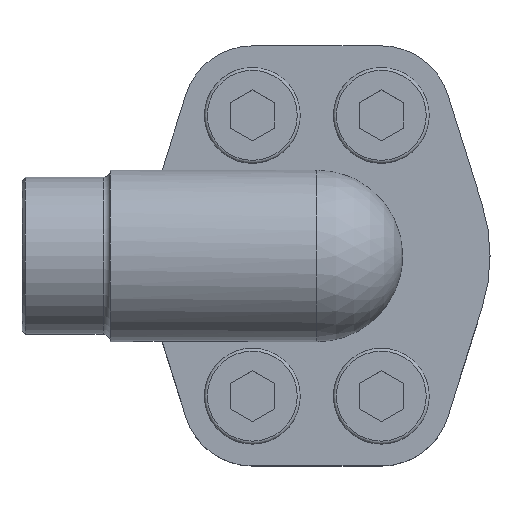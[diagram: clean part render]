
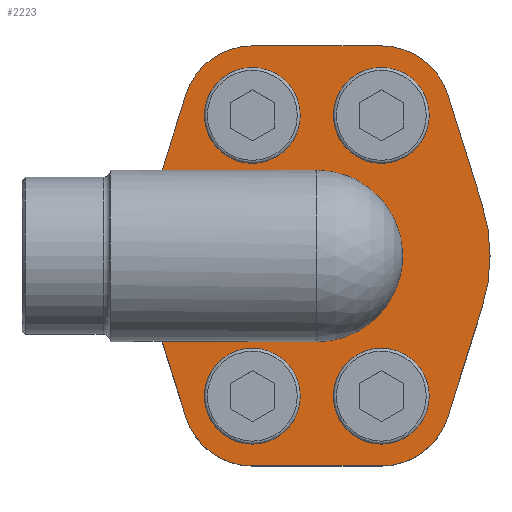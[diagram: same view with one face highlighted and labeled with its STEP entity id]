
A CAD part, top view. The second image highlights one B-rep face of the part: STEP entity #2223.
In plain terms, the highlighted planar face has unit normal (0, 0, 1).
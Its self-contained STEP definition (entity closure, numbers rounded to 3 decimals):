
#48=LINE('',#3078,#146);
#49=LINE('',#3080,#147);
#50=LINE('',#3084,#148);
#51=LINE('',#3088,#149);
#52=LINE('',#3092,#150);
#53=LINE('',#3096,#151);
#54=LINE('',#3100,#152);
#55=LINE('',#3102,#153);
#146=VECTOR('',#2586,1000.);
#147=VECTOR('',#2587,1000.);
#148=VECTOR('',#2590,1000.);
#149=VECTOR('',#2593,1000.);
#150=VECTOR('',#2596,1000.);
#151=VECTOR('',#2599,1000.);
#152=VECTOR('',#2602,1000.);
#153=VECTOR('',#2603,1000.);
#240=PLANE('',#2355);
#324=ORIENTED_EDGE('',*,*,#683,.F.);
#325=ORIENTED_EDGE('',*,*,#684,.F.);
#326=ORIENTED_EDGE('',*,*,#685,.F.);
#327=ORIENTED_EDGE('',*,*,#686,.F.);
#328=ORIENTED_EDGE('',*,*,#687,.F.);
#329=ORIENTED_EDGE('',*,*,#688,.T.);
#330=ORIENTED_EDGE('',*,*,#689,.T.);
#331=ORIENTED_EDGE('',*,*,#690,.T.);
#332=ORIENTED_EDGE('',*,*,#691,.T.);
#333=ORIENTED_EDGE('',*,*,#692,.T.);
#334=ORIENTED_EDGE('',*,*,#693,.T.);
#335=ORIENTED_EDGE('',*,*,#694,.T.);
#336=ORIENTED_EDGE('',*,*,#695,.T.);
#337=ORIENTED_EDGE('',*,*,#696,.T.);
#338=ORIENTED_EDGE('',*,*,#697,.T.);
#339=ORIENTED_EDGE('',*,*,#698,.T.);
#340=ORIENTED_EDGE('',*,*,#699,.T.);
#341=ORIENTED_EDGE('',*,*,#700,.T.);
#683=EDGE_CURVE('',#864,#864,#999,.T.);
#684=EDGE_CURVE('',#865,#865,#1000,.T.);
#685=EDGE_CURVE('',#866,#866,#1001,.T.);
#686=EDGE_CURVE('',#867,#867,#1002,.T.);
#687=EDGE_CURVE('',#868,#869,#1003,.T.);
#688=EDGE_CURVE('',#868,#870,#48,.F.);
#689=EDGE_CURVE('',#870,#871,#49,.T.);
#690=EDGE_CURVE('',#871,#872,#1004,.T.);
#691=EDGE_CURVE('',#872,#873,#50,.T.);
#692=EDGE_CURVE('',#873,#874,#1005,.T.);
#693=EDGE_CURVE('',#874,#875,#51,.T.);
#694=EDGE_CURVE('',#875,#876,#1006,.T.);
#695=EDGE_CURVE('',#876,#877,#52,.T.);
#696=EDGE_CURVE('',#877,#878,#1007,.T.);
#697=EDGE_CURVE('',#878,#879,#53,.T.);
#698=EDGE_CURVE('',#879,#880,#1008,.T.);
#699=EDGE_CURVE('',#880,#881,#54,.T.);
#700=EDGE_CURVE('',#881,#869,#55,.T.);
#864=VERTEX_POINT('',#3068);
#865=VERTEX_POINT('',#3070);
#866=VERTEX_POINT('',#3072);
#867=VERTEX_POINT('',#3074);
#868=VERTEX_POINT('',#3076);
#869=VERTEX_POINT('',#3077);
#870=VERTEX_POINT('',#3079);
#871=VERTEX_POINT('',#3081);
#872=VERTEX_POINT('',#3083);
#873=VERTEX_POINT('',#3085);
#874=VERTEX_POINT('',#3087);
#875=VERTEX_POINT('',#3089);
#876=VERTEX_POINT('',#3091);
#877=VERTEX_POINT('',#3093);
#878=VERTEX_POINT('',#3095);
#879=VERTEX_POINT('',#3097);
#880=VERTEX_POINT('',#3099);
#881=VERTEX_POINT('',#3101);
#999=CIRCLE('',#2356,6.35);
#1000=CIRCLE('',#2357,6.35);
#1001=CIRCLE('',#2358,6.35);
#1002=CIRCLE('',#2359,6.35);
#1003=CIRCLE('',#2360,11.607);
#1004=CIRCLE('',#2361,9.45);
#1005=CIRCLE('',#2362,9.45);
#1006=CIRCLE('',#2363,23.5);
#1007=CIRCLE('',#2364,9.45);
#1008=CIRCLE('',#2365,9.45);
#1076=EDGE_LOOP('',(#324));
#1077=EDGE_LOOP('',(#325));
#1078=EDGE_LOOP('',(#326));
#1079=EDGE_LOOP('',(#327));
#1080=EDGE_LOOP('',(#328,#329,#330,#331,#332,#333,#334,#335,#336,#337,#338,
#339,#340,#341));
#1255=FACE_BOUND('',#1076,.T.);
#1256=FACE_BOUND('',#1077,.T.);
#1257=FACE_BOUND('',#1078,.T.);
#1258=FACE_BOUND('',#1079,.T.);
#1259=FACE_BOUND('',#1080,.T.);
#2223=ADVANCED_FACE('',(#1255,#1256,#1257,#1258,#1259),#240,.T.);
#2355=AXIS2_PLACEMENT_3D('',#3066,#2574,#2575);
#2356=AXIS2_PLACEMENT_3D('',#3067,#2576,#2577);
#2357=AXIS2_PLACEMENT_3D('',#3069,#2578,#2579);
#2358=AXIS2_PLACEMENT_3D('',#3071,#2580,#2581);
#2359=AXIS2_PLACEMENT_3D('',#3073,#2582,#2583);
#2360=AXIS2_PLACEMENT_3D('',#3075,#2584,#2585);
#2361=AXIS2_PLACEMENT_3D('',#3082,#2588,#2589);
#2362=AXIS2_PLACEMENT_3D('',#3086,#2591,#2592);
#2363=AXIS2_PLACEMENT_3D('',#3090,#2594,#2595);
#2364=AXIS2_PLACEMENT_3D('',#3094,#2597,#2598);
#2365=AXIS2_PLACEMENT_3D('',#3098,#2600,#2601);
#2574=DIRECTION('',(0.,0.,1.));
#2575=DIRECTION('',(1.,0.,0.));
#2576=DIRECTION('',(0.,0.,1.));
#2577=DIRECTION('',(1.,0.,0.));
#2578=DIRECTION('',(0.,0.,1.));
#2579=DIRECTION('',(1.,0.,0.));
#2580=DIRECTION('',(0.,0.,1.));
#2581=DIRECTION('',(1.,0.,0.));
#2582=DIRECTION('',(0.,0.,1.));
#2583=DIRECTION('',(1.,0.,0.));
#2584=DIRECTION('',(0.,0.,1.));
#2585=DIRECTION('',(1.,0.,0.));
#2586=DIRECTION('',(1.,0.,0.));
#2587=DIRECTION('',(0.299,-0.954,0.));
#2588=DIRECTION('',(0.,0.,1.));
#2589=DIRECTION('',(1.,0.,0.));
#2590=DIRECTION('',(1.,0.,0.));
#2591=DIRECTION('',(0.,0.,1.));
#2592=DIRECTION('',(1.,0.,0.));
#2593=DIRECTION('',(0.299,0.954,0.));
#2594=DIRECTION('',(0.,0.,1.));
#2595=DIRECTION('',(1.,0.,0.));
#2596=DIRECTION('',(-0.299,0.954,0.));
#2597=DIRECTION('',(0.,0.,1.));
#2598=DIRECTION('',(1.,0.,0.));
#2599=DIRECTION('',(-1.,0.,0.));
#2600=DIRECTION('',(0.,0.,1.));
#2601=DIRECTION('',(1.,0.,0.));
#2602=DIRECTION('',(-0.299,-0.954,0.));
#2603=DIRECTION('',(1.,0.,0.));
#3066=CARTESIAN_POINT('',(0.,0.,17.));
#3067=CARTESIAN_POINT('',(8.75,-19.05,17.));
#3068=CARTESIAN_POINT('',(15.1,-19.05,17.));
#3069=CARTESIAN_POINT('',(-8.75,-19.05,17.));
#3070=CARTESIAN_POINT('',(-2.4,-19.05,17.));
#3071=CARTESIAN_POINT('',(-8.75,19.05,17.));
#3072=CARTESIAN_POINT('',(-2.4,19.05,17.));
#3073=CARTESIAN_POINT('',(8.75,19.05,17.));
#3074=CARTESIAN_POINT('',(15.1,19.05,17.));
#3075=CARTESIAN_POINT('',(0.,0.,17.));
#3076=CARTESIAN_POINT('',(0.,-11.607,17.));
#3077=CARTESIAN_POINT('',(0.,11.607,17.));
#3078=CARTESIAN_POINT('',(0.,-11.607,17.));
#3079=CARTESIAN_POINT('',(-20.988,-11.607,17.));
#3080=CARTESIAN_POINT('',(-22.423,-7.033,17.));
#3081=CARTESIAN_POINT('',(-17.767,-21.878,17.));
#3082=CARTESIAN_POINT('',(-8.75,-19.05,17.));
#3083=CARTESIAN_POINT('',(-8.75,-28.5,17.));
#3084=CARTESIAN_POINT('',(-8.75,-28.5,17.));
#3085=CARTESIAN_POINT('',(8.75,-28.5,17.));
#3086=CARTESIAN_POINT('',(8.75,-19.05,17.));
#3087=CARTESIAN_POINT('',(17.767,-21.878,17.));
#3088=CARTESIAN_POINT('',(17.767,-21.878,17.));
#3089=CARTESIAN_POINT('',(22.423,-7.033,17.));
#3090=CARTESIAN_POINT('',(0.,0.,17.));
#3091=CARTESIAN_POINT('',(22.423,7.033,17.));
#3092=CARTESIAN_POINT('',(22.423,7.033,17.));
#3093=CARTESIAN_POINT('',(17.767,21.878,17.));
#3094=CARTESIAN_POINT('',(8.75,19.05,17.));
#3095=CARTESIAN_POINT('',(8.75,28.5,17.));
#3096=CARTESIAN_POINT('',(8.75,28.5,17.));
#3097=CARTESIAN_POINT('',(-8.75,28.5,17.));
#3098=CARTESIAN_POINT('',(-8.75,19.05,17.));
#3099=CARTESIAN_POINT('',(-17.767,21.878,17.));
#3100=CARTESIAN_POINT('',(-17.767,21.878,17.));
#3101=CARTESIAN_POINT('',(-20.988,11.607,17.));
#3102=CARTESIAN_POINT('',(0.,11.607,17.));
